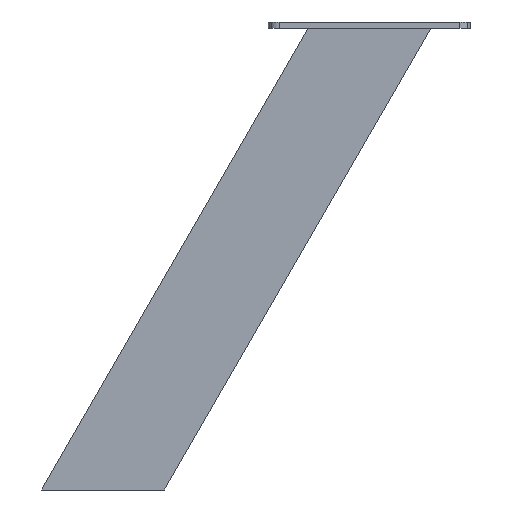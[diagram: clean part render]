
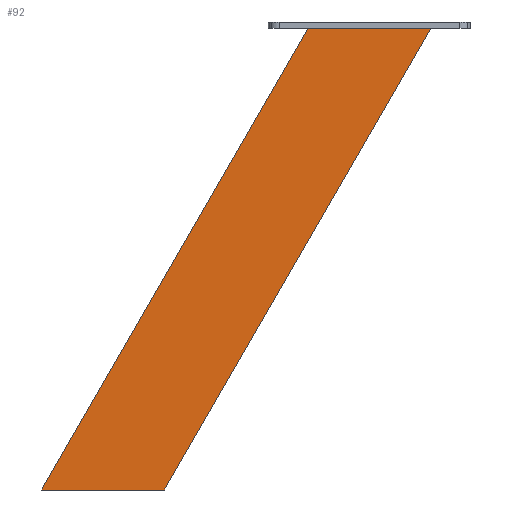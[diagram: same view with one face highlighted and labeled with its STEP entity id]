
A CAD part, front view. The second image highlights one B-rep face of the part: STEP entity #92.
In plain terms, the highlighted planar face has unit normal (0, -1, 0).
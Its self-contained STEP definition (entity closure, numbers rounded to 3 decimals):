
#92=ADVANCED_FACE('',(#161),#162,.T.);
#161=FACE_OUTER_BOUND('',#287,.T.);
#162=PLANE('',#288);
#287=EDGE_LOOP('',(#555,#556,#557,#558));
#288=AXIS2_PLACEMENT_3D('',#559,#560,#561);
#555=ORIENTED_EDGE('',*,*,#909,.F.);
#556=ORIENTED_EDGE('',*,*,#932,.T.);
#557=ORIENTED_EDGE('',*,*,#928,.F.);
#558=ORIENTED_EDGE('',*,*,#925,.F.);
#559=CARTESIAN_POINT('',(183.02,0.0,217.0));
#560=DIRECTION('',(0.0,-1.0,0.0));
#561=DIRECTION('',(0.0,0.0,-1.0));
#909=EDGE_CURVE('',#1044,#1045,#1046,.T.);
#925=EDGE_CURVE('',#1045,#1073,#1074,.T.);
#928=EDGE_CURVE('',#1073,#1076,#1078,.T.);
#932=EDGE_CURVE('',#1044,#1076,#1083,.T.);
#1044=VERTEX_POINT('',#1262);
#1045=VERTEX_POINT('',#1263);
#1046=LINE('',#1264,#1265);
#1073=VERTEX_POINT('',#1307);
#1074=LINE('',#1308,#1309);
#1076=VERTEX_POINT('',#1312);
#1078=LINE('',#1315,#1316);
#1083=LINE('',#1324,#1325);
#1262=CARTESIAN_POINT('',(125.285,0.0,217.0));
#1263=CARTESIAN_POINT('',(183.02,0.0,217.0));
#1264=CARTESIAN_POINT('',(125.285,0.0,217.0));
#1265=VECTOR('',#1554,1.0);
#1307=CARTESIAN_POINT('',(57.735,0.0,0.0));
#1308=CARTESIAN_POINT('',(183.02,0.0,217.0));
#1309=VECTOR('',#1570,1.0);
#1312=CARTESIAN_POINT('',(0.0,0.0,0.0));
#1315=CARTESIAN_POINT('',(57.735,0.0,0.0));
#1316=VECTOR('',#1573,1.0);
#1324=CARTESIAN_POINT('',(125.285,0.0,217.0));
#1325=VECTOR('',#1577,1.0);
#1554=DIRECTION('',(1.0,0.0,0.0));
#1570=DIRECTION('',(-0.5,0.0,-0.866));
#1573=DIRECTION('',(-1.0,0.0,0.0));
#1577=DIRECTION('',(-0.5,0.0,-0.866));
